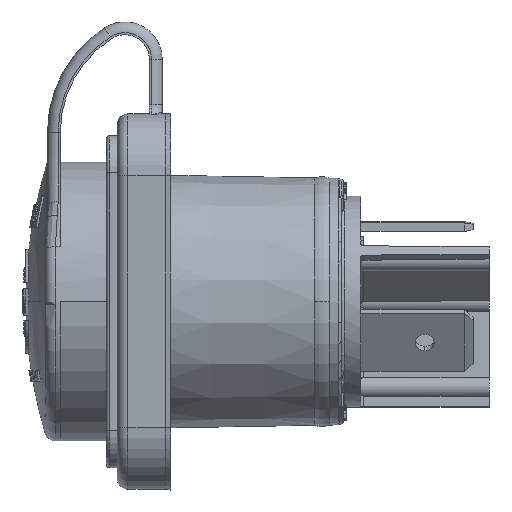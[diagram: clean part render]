
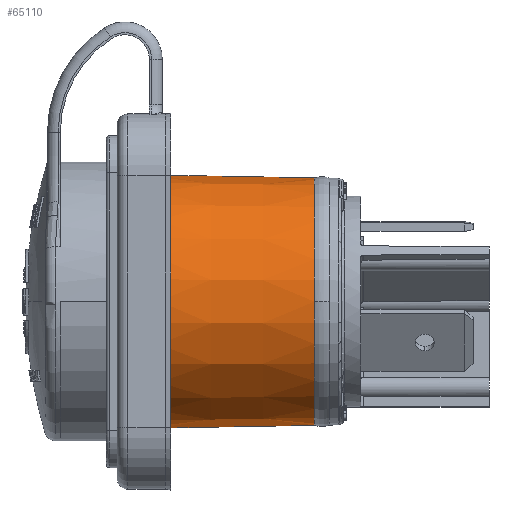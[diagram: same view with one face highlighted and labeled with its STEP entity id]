
A CAD part, left-side view. The second image highlights one B-rep face of the part: STEP entity #65110.
In plain terms, the highlighted conical face has half-angle 1 degrees and reference radius 11.666 mm.
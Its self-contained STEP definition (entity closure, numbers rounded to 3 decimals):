
#53160=CARTESIAN_POINT('',(0.,0.,-1.393));
#53161=DIRECTION('',(0.,0.,-1.));
#53162=DIRECTION('',(0.,-1.,0.));
#53163=AXIS2_PLACEMENT_3D('',#53160,#53161,#53162);
#53165=CARTESIAN_POINT('',(0.,0.,-1.393));
#53166=DIRECTION('',(0.,0.,-1.));
#53167=DIRECTION('',(-0.006,1.,0.));
#53168=AXIS2_PLACEMENT_3D('',#53165,#53166,#53167);
#53195=DIRECTION('',(0.,-0.017,-1.));
#53196=VECTOR('',#53195,14.509);
#53197=CARTESIAN_POINT('',(0.,11.793,-1.393));
#53198=LINE('',#53197,#53196);
#53209=CARTESIAN_POINT('',(0.,0.,-15.9));
#53210=DIRECTION('',(0.,0.,1.));
#53211=DIRECTION('',(0.,1.,0.));
#53212=AXIS2_PLACEMENT_3D('',#53209,#53210,#53211);
#53247=CARTESIAN_POINT('',(0.,0.,-15.9));
#53248=DIRECTION('',(0.,0.,1.));
#53249=DIRECTION('',(-1.,0.,0.));
#53250=AXIS2_PLACEMENT_3D('',#53247,#53248,#53249);
#53267=DIRECTION('',(0.,0.017,-1.));
#53268=VECTOR('',#53267,14.509);
#53269=CARTESIAN_POINT('',(0.,-11.793,
-1.393));
#53270=LINE('',#53269,#53268);
#63243=CARTESIAN_POINT('',(0.,11.54,-15.9));
#63245=VERTEX_POINT('',#63243);
#63246=CARTESIAN_POINT('',(0.,-11.54,-15.9));
#63247=VERTEX_POINT('',#63246);
#63248=CARTESIAN_POINT('',(0.,-11.793,
-1.393));
#63249=VERTEX_POINT('',#63248);
#63250=CARTESIAN_POINT('',(0.,11.793,-1.393));
#63252=VERTEX_POINT('',#63250);
#63256=CARTESIAN_POINT('',(-11.54,0.,-15.9));
#63257=VERTEX_POINT('',#63256);
#63262=CARTESIAN_POINT('',(-0.076,11.793,
-1.393));
#63263=VERTEX_POINT('',#63262);
#65097=CARTESIAN_POINT('',(0.,0.,-8.647));
#65098=DIRECTION('',(0.,0.,1.));
#65099=DIRECTION('',(0.,1.,0.));
#65100=AXIS2_PLACEMENT_3D('',#65097,#65098,#65099);
#65101=CONICAL_SURFACE('',#65100,11.667,1.);
#65102=ORIENTED_EDGE('',*,*,#65033,.F.);
#65103=ORIENTED_EDGE('',*,*,#65016,.F.);
#65104=ORIENTED_EDGE('',*,*,#64980,.F.);
#65105=ORIENTED_EDGE('',*,*,#64978,.F.);
#65106=ORIENTED_EDGE('',*,*,#65012,.T.);
#65107=ORIENTED_EDGE('',*,*,#65089,.F.);
#65108=EDGE_LOOP('',(#65102,#65103,#65104,#65105,#65106,#65107));
#65109=FACE_OUTER_BOUND('',#65108,.F.);
#53164=CIRCLE('',#53163,11.793);
#53169=CIRCLE('',#53168,11.793);
#53213=CIRCLE('',#53212,11.54);
#53251=CIRCLE('',#53250,11.54);
#64978=EDGE_CURVE('',#63249,#63263,#53164,.T.);
#64980=EDGE_CURVE('',#63263,#63252,#53169,.T.);
#65012=EDGE_CURVE('',#63249,#63247,#53270,.T.);
#65016=EDGE_CURVE('',#63252,#63245,#53198,.T.);
#65033=EDGE_CURVE('',#63245,#63257,#53213,.T.);
#65089=EDGE_CURVE('',#63257,#63247,#53251,.T.);
#65110=ADVANCED_FACE('',(#65109),#65101,.T.);
